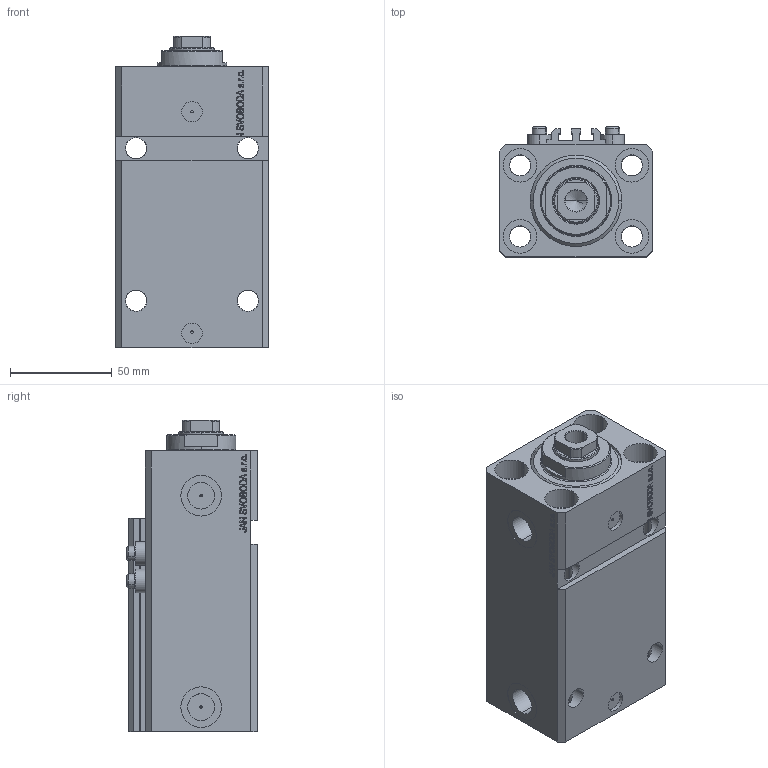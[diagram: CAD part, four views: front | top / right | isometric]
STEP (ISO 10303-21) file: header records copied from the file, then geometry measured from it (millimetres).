
FILE_DESCRIPTION (( 'STEP AP203' ), '1' );
FILE_NAME ('265f.STEP', '2023-10-07T14:46:00', ( '' ), ( '' ), 'SwSTEP 2.0', 'SolidWorks 2019', '' );
FILE_SCHEMA (( 'CONFIG_CONTROL_DESIGN' ));
Length unit declared in the file: millimetre
Products named in the file (5): V250CE_C_VCP aa4cb2c583c393f0be54ac00c67e5bf4; 265f; V250CE_VC_E aa4cb2c583c393f0be54ac00c67e5bf4; V250CE_E_Body aa4cb2c583c393f0be54ac00c67e5bf4; ALLEN BOLT V250CE aa4cb2c583c393f0be54ac00c67e5bf4
Assembly tree (7 placements, depth 2):
  265f
    V250CE_E_Body aa4cb2c583c393f0be54ac00c67e5bf4
    ALLEN BOLT V250CE aa4cb2c583c393f0be54ac00c67e5bf4  x4
    V250CE_C_VCP aa4cb2c583c393f0be54ac00c67e5bf4
    V250CE_VC_E aa4cb2c583c393f0be54ac00c67e5bf4
Bounding box: 75 x 64 x 153 mm (x, y, z)
Volume: 478305.8 mm3; surface area: 113931.9 mm2
Topology: 8 solids, 8 shells, 1084 faces, 2709 edges, 1745 vertices
Faces by surface type: plane 514, bspline 354, cylinder 146, cone 56, torus 14
Entity records: 47431 total; most frequent: CARTESIAN_POINT 24893, ORIENTED_EDGE 5108, DIRECTION 3350, EDGE_CURVE 2554, VERTEX_POINT 1661, LINE 1542, VECTOR 1542, EDGE_LOOP 1145
